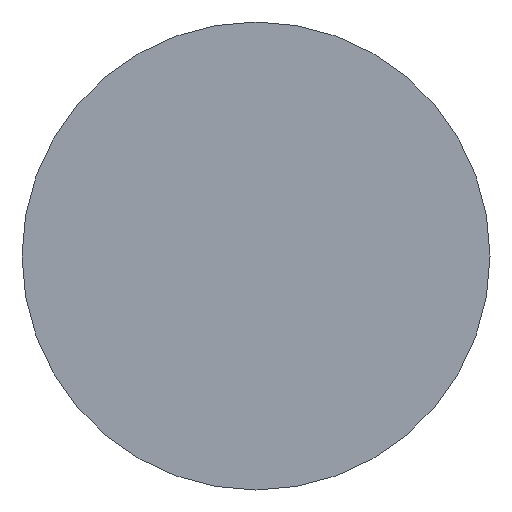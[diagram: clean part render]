
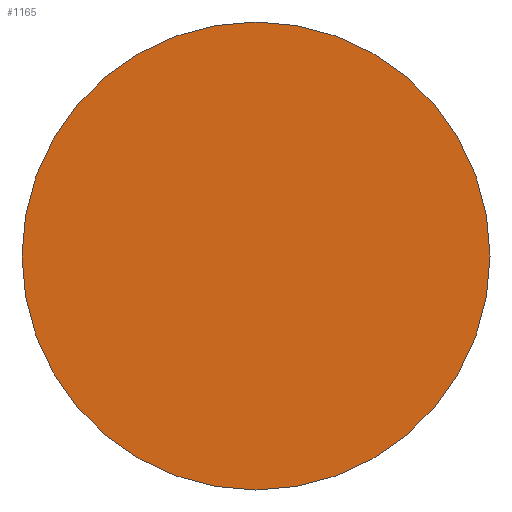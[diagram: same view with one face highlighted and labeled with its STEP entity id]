
A CAD part, front view. The second image highlights one B-rep face of the part: STEP entity #1165.
In plain terms, the highlighted planar face has unit normal (0, -1, 0).
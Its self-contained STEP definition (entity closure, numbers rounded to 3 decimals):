
#7 = DIRECTION ( 'NONE',  ( 1., 0., 0. ) ) ;
#49 = CARTESIAN_POINT ( 'NONE',  ( 31.616, 0., 31.638 ) ) ;
#155 = DIRECTION ( 'NONE',  ( -1., 0., 0. ) ) ;
#265 = AXIS2_PLACEMENT_3D ( 'NONE', #279, #827, #7 ) ;
#279 = CARTESIAN_POINT ( 'NONE',  ( 0., 0., 0. ) ) ;
#293 = CIRCLE ( 'NONE', #265, 30.4 ) ;
#310 = DIRECTION ( 'NONE',  ( 0., -1., 0. ) ) ;
#352 = AXIS2_PLACEMENT_3D ( 'NONE', #49, #310, #155 ) ;
#390 = VERTEX_POINT ( 'NONE', #626 ) ;
#626 = CARTESIAN_POINT ( 'NONE',  ( 30.4, 0., 0. ) ) ;
#695 = DIRECTION ( 'NONE',  ( 0., -1., 0. ) ) ;
#744 = PLANE ( 'NONE',  #352 ) ;
#771 = AXIS2_PLACEMENT_3D ( 'NONE', #1610, #695, #1647 ) ;
#827 = DIRECTION ( 'NONE',  ( 0., -1., 0. ) ) ;
#888 = ORIENTED_EDGE ( 'NONE', *, *, #930, .T. ) ;
#902 = EDGE_LOOP ( 'NONE', ( #1225, #888 ) ) ;
#930 = EDGE_CURVE ( 'NONE', #1423, #390, #293, .T. ) ;
#1165 = ADVANCED_FACE ( 'NONE', ( #1312 ), #744, .T. ) ;
#1225 = ORIENTED_EDGE ( 'NONE', *, *, #1656, .T. ) ;
#1238 = CARTESIAN_POINT ( 'NONE',  ( -30.4, 0., 0. ) ) ;
#1312 = FACE_OUTER_BOUND ( 'NONE', #902, .T. ) ;
#1423 = VERTEX_POINT ( 'NONE', #1238 ) ;
#1537 = CIRCLE ( 'NONE', #771, 30.4 ) ;
#1610 = CARTESIAN_POINT ( 'NONE',  ( 0., 0., 0. ) ) ;
#1647 = DIRECTION ( 'NONE',  ( 1., 0., 0. ) ) ;
#1656 = EDGE_CURVE ( 'NONE', #390, #1423, #1537, .T. ) ;
